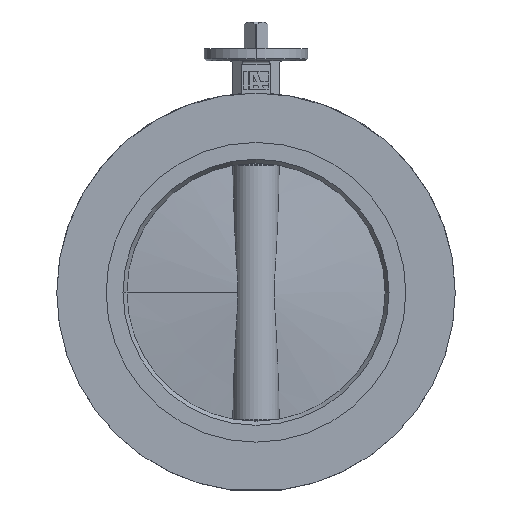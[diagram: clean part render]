
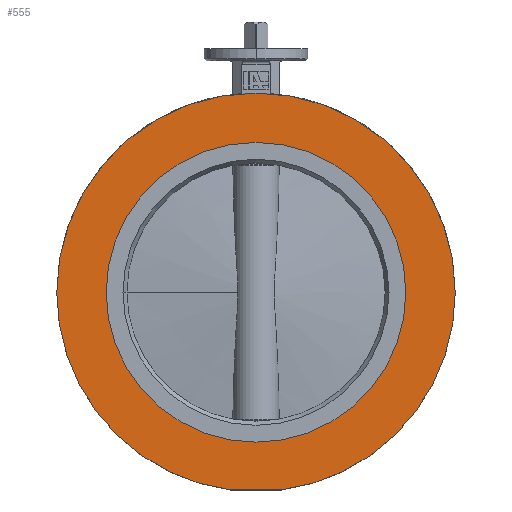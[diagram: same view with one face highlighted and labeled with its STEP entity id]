
A CAD part, top view. The second image highlights one B-rep face of the part: STEP entity #555.
In plain terms, the highlighted planar face has unit normal (0, 0, 1).
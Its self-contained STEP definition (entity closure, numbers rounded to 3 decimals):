
#29 = CARTESIAN_POINT ( 'NONE',  ( 0., 0., 51. ) ) ;
#30 = DIRECTION ( 'NONE',  ( 0., 0., 1. ) ) ;
#31 = DIRECTION ( 'NONE',  ( 1., 0., 0. ) ) ;
#122 = CARTESIAN_POINT ( 'NONE',  ( -29., -296., 51. ) ) ;
#123 = DIRECTION ( 'NONE',  ( 1., 0., 0. ) ) ;
#128 = CARTESIAN_POINT ( 'NONE',  ( 0., 0., 51. ) ) ;
#129 = DIRECTION ( 'NONE',  ( 0., 0., 1. ) ) ;
#130 = DIRECTION ( 'NONE',  ( 1., 0., 0. ) ) ;
#555 = ADVANCED_FACE ( 'NONE', ( #4127, #4129 ), #4469, .T. ) ;
#699 = ORIENTED_EDGE ( 'NONE', *, *, #3111, .T. ) ;
#712 = ORIENTED_EDGE ( 'NONE', *, *, #951, .F. ) ;
#719 = ORIENTED_EDGE ( 'NONE', *, *, #906, .T. ) ;
#721 = ORIENTED_EDGE ( 'NONE', *, *, #3086, .F. ) ;
#727 = ORIENTED_EDGE ( 'NONE', *, *, #948, .T. ) ;
#730 = ORIENTED_EDGE ( 'NONE', *, *, #3118, .T. ) ;
#906 = EDGE_CURVE ( 'NONE', #1683, #1772, #3275, .T. ) ;
#948 = EDGE_CURVE ( 'NONE', #1779, #1683, #3348, .T. ) ;
#951 = EDGE_CURVE ( 'NONE', #1770, #1769, #3354, .T. ) ;
#1683 = VERTEX_POINT ( 'NONE', #2206 ) ;
#1769 = VERTEX_POINT ( 'NONE', #2302 ) ;
#1770 = VERTEX_POINT ( 'NONE', #2303 ) ;
#1772 = VERTEX_POINT ( 'NONE', #2305 ) ;
#1773 = VERTEX_POINT ( 'NONE', #2306 ) ;
#1779 = VERTEX_POINT ( 'NONE', #2312 ) ;
#1926 = EDGE_LOOP ( 'NONE', ( #712, #721 ) ) ;
#1927 = EDGE_LOOP ( 'NONE', ( #727, #719, #699, #730 ) ) ;
#2206 = CARTESIAN_POINT ( 'NONE',  ( 38.552, -296., 51. ) ) ;
#2302 = CARTESIAN_POINT ( 'NONE',  ( -224.5, 0., 51. ) ) ;
#2303 = CARTESIAN_POINT ( 'NONE',  ( 224.5, 0., 51. ) ) ;
#2305 = CARTESIAN_POINT ( 'NONE',  ( 298.5, 0., 51. ) ) ;
#2306 = CARTESIAN_POINT ( 'NONE',  ( -298.5, 0., 51. ) ) ;
#2312 = CARTESIAN_POINT ( 'NONE',  ( -38.552, -296., 51. ) ) ;
#2737 = CARTESIAN_POINT ( 'NONE',  ( 0., 0., 51. ) ) ;
#2738 = DIRECTION ( 'NONE',  ( 0., 0., 1. ) ) ;
#2739 = DIRECTION ( 'NONE',  ( 1., 0., 0. ) ) ;
#2798 = CARTESIAN_POINT ( 'NONE',  ( 0., 0., 51. ) ) ;
#2799 = DIRECTION ( 'NONE',  ( 0., 0., 1. ) ) ;
#2800 = DIRECTION ( 'NONE',  ( 1., 0., 0. ) ) ;
#2819 = CARTESIAN_POINT ( 'NONE',  ( 0., 0., 51. ) ) ;
#2820 = DIRECTION ( 'NONE',  ( 0., 0., 1. ) ) ;
#2821 = DIRECTION ( 'NONE',  ( 1., 0., 0. ) ) ;
#3086 = EDGE_CURVE ( 'NONE', #1769, #1770, #3647, .T. ) ;
#3111 = EDGE_CURVE ( 'NONE', #1772, #1773, #3683, .T. ) ;
#3118 = EDGE_CURVE ( 'NONE', #1773, #1779, #3689, .T. ) ;
#3183 = AXIS2_PLACEMENT_3D ( 'NONE', #2737, #2738, #2739 ) ;
#3195 = AXIS2_PLACEMENT_3D ( 'NONE', #2798, #2799, #2800 ) ;
#3198 = AXIS2_PLACEMENT_3D ( 'NONE', #2819, #2820, #2821 ) ;
#3275 = CIRCLE ( 'NONE', #4387, 298.5 ) ;
#3348 = LINE ( 'NONE', #122, #3351 ) ;
#3351 = VECTOR ( 'NONE', #123, 1000. ) ;
#3354 = CIRCLE ( 'NONE', #4397, 224.5 ) ;
#3647 = CIRCLE ( 'NONE', #3183, 224.5 ) ;
#3683 = CIRCLE ( 'NONE', #3195, 298.5 ) ;
#3689 = CIRCLE ( 'NONE', #3198, 298.5 ) ;
#4127 = FACE_BOUND ( 'NONE', #1926, .T. ) ;
#4129 = FACE_OUTER_BOUND ( 'NONE', #1927, .T. ) ;
#4309 = AXIS2_PLACEMENT_3D ( 'NONE', #4467, #4464, #4471 ) ;
#4387 = AXIS2_PLACEMENT_3D ( 'NONE', #29, #30, #31 ) ;
#4397 = AXIS2_PLACEMENT_3D ( 'NONE', #128, #129, #130 ) ;
#4464 = DIRECTION ( 'NONE',  ( 0., 0., 1. ) ) ;
#4467 = CARTESIAN_POINT ( 'NONE',  ( 0., 0., 51. ) ) ;
#4469 = PLANE ( 'NONE',  #4309 ) ;
#4471 = DIRECTION ( 'NONE',  ( 1., 0., 0. ) ) ;
